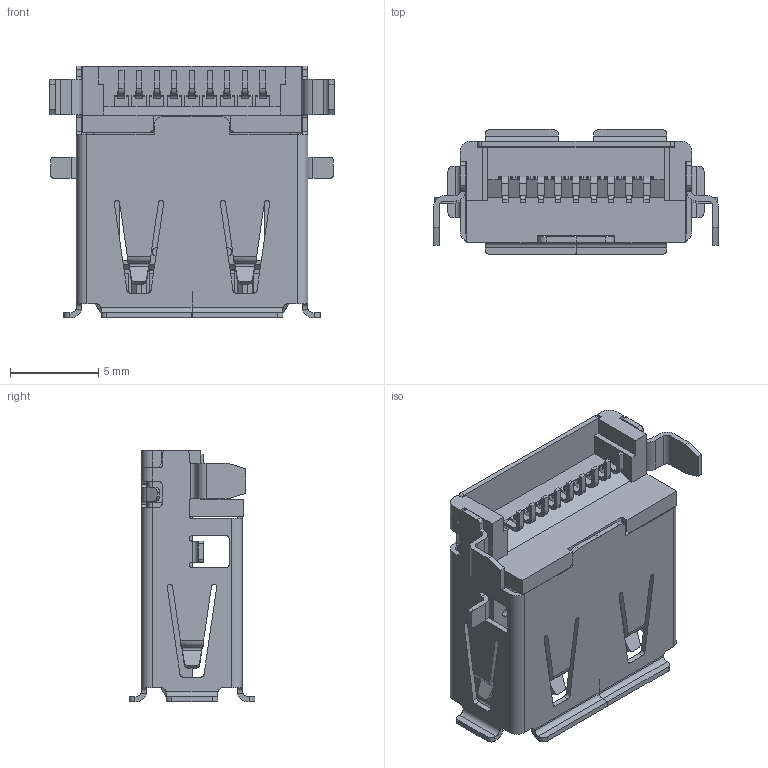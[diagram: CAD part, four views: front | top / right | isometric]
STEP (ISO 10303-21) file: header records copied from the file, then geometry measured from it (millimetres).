
FILE_DESCRIPTION((''),'2;1');
FILE_NAME('USB1070-30-B_REVF_ASM','2014-02-17T',('anthonyedwards'),(''),'PRO/ENGINEER BY PARAMETRIC TECHNOLOGY CORPORATION, 2012480','PRO/ENGINEER BY PARAMETRIC TECHNOLOGY CORPORATION, 2012480','');
FILE_SCHEMA(('CONFIG_CONTROL_DESIGN'));
Length unit declared in the file: metre
Products named in the file (5): USB1070-30-B-7; USB1070-30-B-12; USB1070-30-B-24; ASSEMBLY_1_ASM; USB1070-30-B_REVF_ASM
Assembly tree (4 placements, depth 3):
  USB1070-30-B_REVF_ASM
    ASSEMBLY_1_ASM
      USB1070-30-B-7
      USB1070-30-B-12
      USB1070-30-B-24
Bounding box: 16.1 x 7.1 x 14.25 mm (x, y, z)
Volume: 33.3 mm3; surface area: 1851.1 mm2
Topology: 1 solids, 3 shells, 1034 faces, 2814 edges, 1802 vertices
Faces by surface type: plane 656, cylinder 316, bspline 62
Entity records: 35375 total; most frequent: CARTESIAN_POINT 9312, ORIENTED_EDGE 5559, DIRECTION 5126, EDGE_CURVE 2814, VECTOR 2024, LINE 2024, VERTEX_POINT 1802, AXIS2_PLACEMENT_3D 1551
